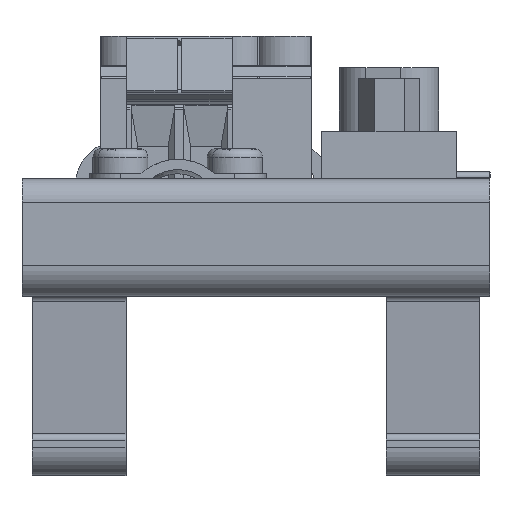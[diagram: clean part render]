
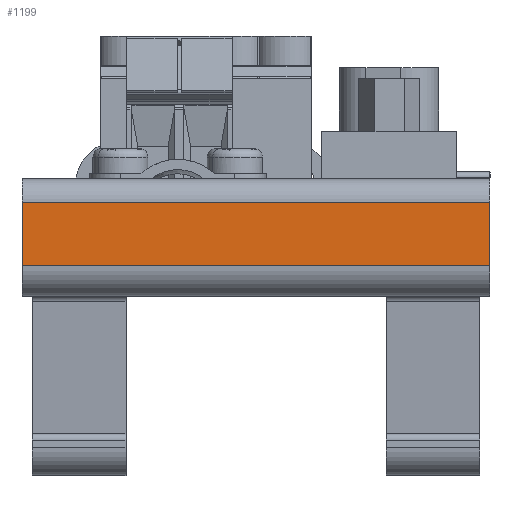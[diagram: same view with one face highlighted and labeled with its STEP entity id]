
A CAD part, front view. The second image highlights one B-rep face of the part: STEP entity #1199.
In plain terms, the highlighted planar face has unit normal (0, -1, 0).
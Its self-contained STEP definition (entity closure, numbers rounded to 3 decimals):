
#1179=AXIS2_PLACEMENT_3D('Plane Axis2P3D',#1176,#1177,#1178) ;
#498=CARTESIAN_POINT('Vertex',(45.,0.,26.258)) ;
#501=CARTESIAN_POINT('Line Origine',(45.,0.,23.209)) ;
#505=CARTESIAN_POINT('Vertex',(45.,0.,20.16)) ;
#1160=CARTESIAN_POINT('Vertex',(0.,0.,26.258)) ;
#1163=CARTESIAN_POINT('Line Origine',(-33.862,0.,26.258)) ;
#1176=CARTESIAN_POINT('Axis2P3D Location',(44.,0.,20.16)) ;
#1181=CARTESIAN_POINT('Line Origine',(22.5,0.,20.16)) ;
#1185=CARTESIAN_POINT('Vertex',(0.,0.,20.16)) ;
#1188=CARTESIAN_POINT('Line Origine',(0.,0.,23.209)) ;
#502=DIRECTION('Vector Direction',(0.,0.,1.)) ;
#1164=DIRECTION('Vector Direction',(1.,0.,0.)) ;
#1177=DIRECTION('Axis2P3D Direction',(0.,-1.,0.)) ;
#1178=DIRECTION('Axis2P3D XDirection',(0.,0.,1.)) ;
#1182=DIRECTION('Vector Direction',(1.,0.,0.)) ;
#1189=DIRECTION('Vector Direction',(0.,0.,1.)) ;
#503=VECTOR('Line Direction',#502,1.) ;
#1165=VECTOR('Line Direction',#1164,1.) ;
#1183=VECTOR('Line Direction',#1182,1.) ;
#1190=VECTOR('Line Direction',#1189,1.) ;
#1194=ORIENTED_EDGE('',*,*,#1187,.F.) ;
#1195=ORIENTED_EDGE('',*,*,#507,.F.) ;
#1196=ORIENTED_EDGE('',*,*,#1167,.T.) ;
#1197=ORIENTED_EDGE('',*,*,#1192,.F.) ;
#1199=ADVANCED_FACE('Hauptk\X2\00F6\X0\rper',(#1198),#1180,.T.) ;
#507=EDGE_CURVE('',#499,#506,#504,.F.) ;
#1167=EDGE_CURVE('',#499,#1161,#1166,.F.) ;
#1187=EDGE_CURVE('',#506,#1186,#1184,.F.) ;
#1192=EDGE_CURVE('',#1186,#1161,#1191,.T.) ;
#1193=EDGE_LOOP('',(#1194,#1195,#1196,#1197)) ;
#1198=FACE_OUTER_BOUND('',#1193,.T.) ;
#504=LINE('Line',#501,#503) ;
#1166=LINE('Line',#1163,#1165) ;
#1184=LINE('Line',#1181,#1183) ;
#1191=LINE('Line',#1188,#1190) ;
#1180=PLANE('',#1179) ;
#499=VERTEX_POINT('',#498) ;
#506=VERTEX_POINT('',#505) ;
#1161=VERTEX_POINT('',#1160) ;
#1186=VERTEX_POINT('',#1185) ;
